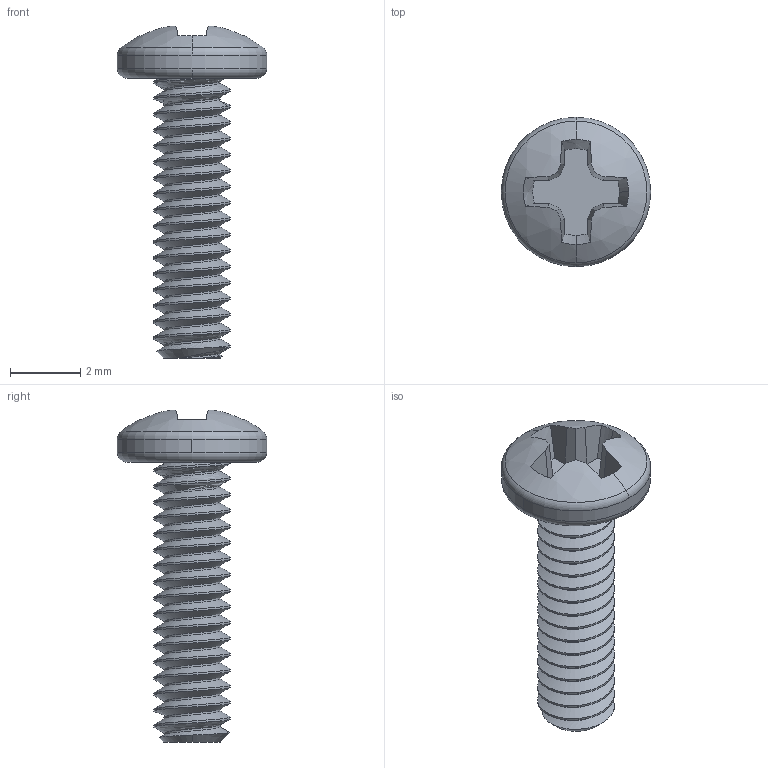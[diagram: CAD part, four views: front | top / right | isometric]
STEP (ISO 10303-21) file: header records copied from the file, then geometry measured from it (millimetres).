
FILE_DESCRIPTION (( 'STEP AP203' ), '1' );
FILE_NAME ('91400A056.step', '2012-05-25T13:47:30', ( 'Admin' ), ( 'Microsoft' ), 'SwSTEP 2.0', 'SolidWorks 2012', '' );
FILE_SCHEMA (( 'CONFIG_CONTROL_DESIGN' ));
Length unit declared in the file: inch
Products named in the file (1): 91400A056
Bounding box: 4.24 x 4.24 x 9.42 mm (x, y, z)
Volume: 34.6 mm3; surface area: 129.3 mm2
Topology: 1 solids, 1 shells, 127 faces, 367 edges, 243 vertices
Faces by surface type: cylinder 90, plane 19, cone 9, torus 4, bspline 3, sphere 2
Entity records: 5729 total; most frequent: CARTESIAN_POINT 2822, ORIENTED_EDGE 734, DIRECTION 481, EDGE_CURVE 367, VERTEX_POINT 243, AXIS2_PLACEMENT_3D 180, EDGE_LOOP 128, FACE_OUTER_BOUND 127
